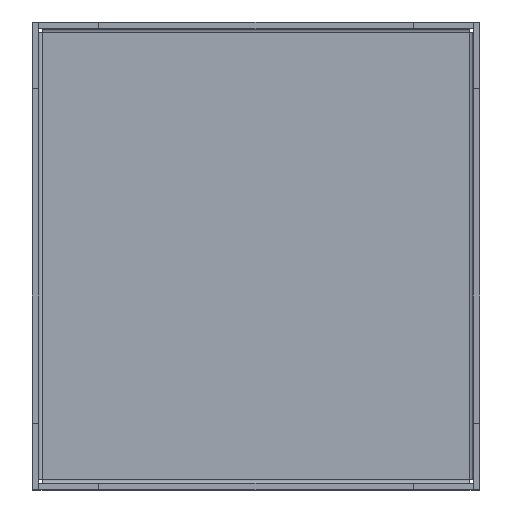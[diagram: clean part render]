
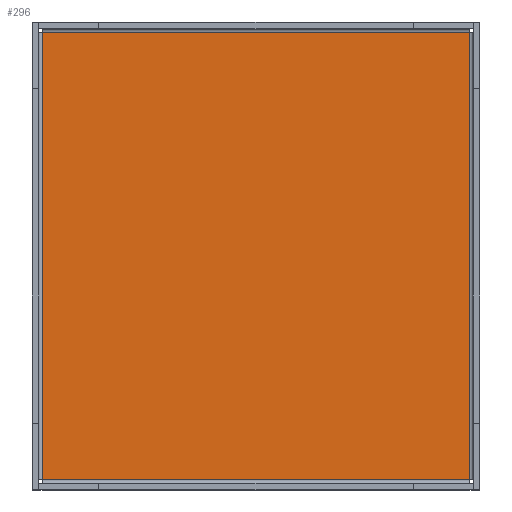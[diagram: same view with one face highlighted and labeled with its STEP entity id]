
A CAD part, top view. The second image highlights one B-rep face of the part: STEP entity #296.
In plain terms, the highlighted planar face has unit normal (0, 0, 1).
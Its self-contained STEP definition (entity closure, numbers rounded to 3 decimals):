
#296=ADVANCED_FACE('',(#800),#802,.T.);
#800=FACE_BOUND('',#801,.T.);
#801=EDGE_LOOP('',(#1177,#1178,#1179,#1180));
#802=PLANE('',#803);
#803=AXIS2_PLACEMENT_3D('',#804,#805,#806);
#804=CARTESIAN_POINT('',(0.,0.,0.2));
#805=DIRECTION('',(0.,0.,1.));
#806=DIRECTION('',(-1.,0.,0.));
#1177=ORIENTED_EDGE('',*,*,#1414,.T.);
#1178=ORIENTED_EDGE('',*,*,#1404,.T.);
#1179=ORIENTED_EDGE('',*,*,#1415,.T.);
#1180=ORIENTED_EDGE('',*,*,#1399,.T.);
#1399=EDGE_CURVE('',#1588,#1586,#1589,.T.);
#1404=EDGE_CURVE('',#1595,#1593,#1596,.T.);
#1414=EDGE_CURVE('',#1586,#1595,#1610,.T.);
#1415=EDGE_CURVE('',#1593,#1588,#1611,.T.);
#1586=VERTEX_POINT('',#1936);
#1588=VERTEX_POINT('',#1941);
#1589=LINE('',#1942,#1943);
#1593=VERTEX_POINT('',#1955);
#1595=VERTEX_POINT('',#1960);
#1596=LINE('',#1961,#1962);
#1610=LINE('',#2000,#2001);
#1611=LINE('',#2003,#2004);
#1936=CARTESIAN_POINT('',(-6.4,6.7,0.2));
#1941=CARTESIAN_POINT('',(6.4,6.7,0.2));
#1942=CARTESIAN_POINT('',(6.4,6.7,0.2));
#1943=VECTOR('',#1944,1.);
#1944=DIRECTION('',(-1.,0.,0.));
#1955=CARTESIAN_POINT('',(6.4,-6.7,0.2));
#1960=CARTESIAN_POINT('',(-6.4,-6.7,0.2));
#1961=CARTESIAN_POINT('',(-6.4,-6.7,0.2));
#1962=VECTOR('',#1963,1.);
#1963=DIRECTION('',(1.,0.,0.));
#2000=CARTESIAN_POINT('',(-6.4,6.7,0.2));
#2001=VECTOR('',#2002,1.);
#2002=DIRECTION('',(0.,-1.,0.));
#2003=CARTESIAN_POINT('',(6.4,-6.7,0.2));
#2004=VECTOR('',#2005,1.);
#2005=DIRECTION('',(0.,1.,0.));
